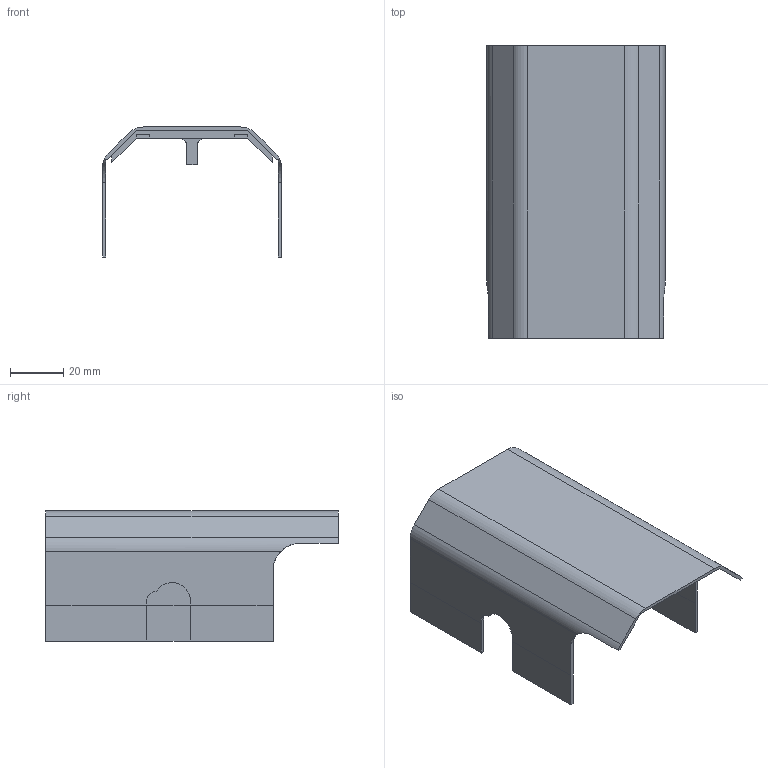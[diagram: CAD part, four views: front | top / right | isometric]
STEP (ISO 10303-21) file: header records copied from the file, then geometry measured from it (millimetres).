
FILE_DESCRIPTION(/* description */ ('','CAx-IF Rec.Pracs.---Representation and Presentation of Product Manufacturing Information (PMI)---4.0---2014-10-13'),/* implementation_level */ '2;1');
FILE_NAME(/* name */ 'Hat.step',/* time_stamp */ '2024-12-12T08:54:37+08:00',/* author */ (''),/* organization */ (''),/* preprocessor_version */ 'ST-DEVELOPER v20',/* originating_system */ 'Autodesk Translation Framework v13.20.0.188',/* authorisation */ '');
FILE_SCHEMA (('AP242_MANAGED_MODEL_BASED_3D_ENGINEERING_MIM_LF { 1 0 10303 442 1 1 4 }'));
Length unit declared in the file: millimetre
Products named in the file (1): ESP_KAME_ROBOT
Bounding box: 67.29 x 110 x 48.92 mm (x, y, z)
Volume: 17067.6 mm3; surface area: 29942.7 mm2
Topology: 1 solids, 1 shells, 72 faces, 206 edges, 136 vertices
Faces by surface type: plane 58, cylinder 14
Entity records: 2423 total; most frequent: CARTESIAN_POINT 451, ORIENTED_EDGE 412, DIRECTION 374, EDGE_CURVE 206, LINE 176, VECTOR 176, VERTEX_POINT 136, AXIS2_PLACEMENT_3D 99
